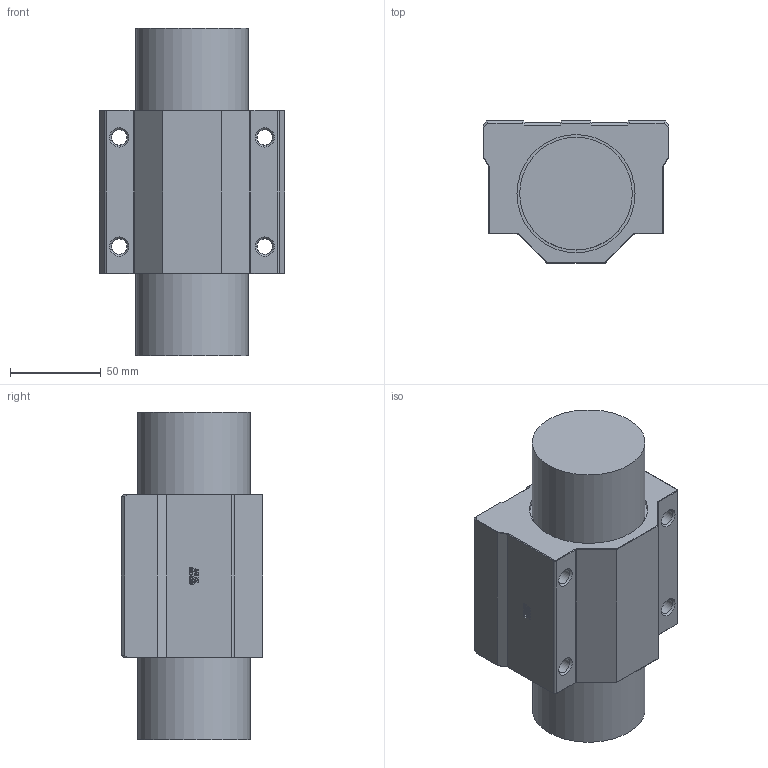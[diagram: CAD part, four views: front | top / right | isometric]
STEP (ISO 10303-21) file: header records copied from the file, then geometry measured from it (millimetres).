
FILE_DESCRIPTION((''),'2;1');
FILE_NAME('SCE40UU.stp','2013-02-07T10:25:24',('user2'),(''),'Autodesk Inventor 2012','Autodesk Inventor 2012','');
FILE_SCHEMA(('AUTOMOTIVE_DESIGN { 1 0 10303 214 1 1 1 1 }'));
Length unit declared in the file: millimetre
Products named in the file (1): SCE40UU
Bounding box: 102 x 78 x 180 mm (x, y, z)
Volume: 868385 mm3; surface area: 71504.5 mm2
Topology: 1 solids, 1 shells, 421 faces, 1131 edges, 736 vertices
Faces by surface type: bspline 240, plane 136, cylinder 29, cone 16
Full cylindrical faces by diameter (mm): 8.376 x4, 8.6 x4, 62 x2, 65 x2
Entity records: 14969 total; most frequent: CARTESIAN_POINT 5765, ORIENTED_EDGE 2218, EDGE_CURVE 1109, DIRECTION 1084, VERTEX_POINT 734, VECTOR 538, LINE 538, EDGE_LOOP 473
